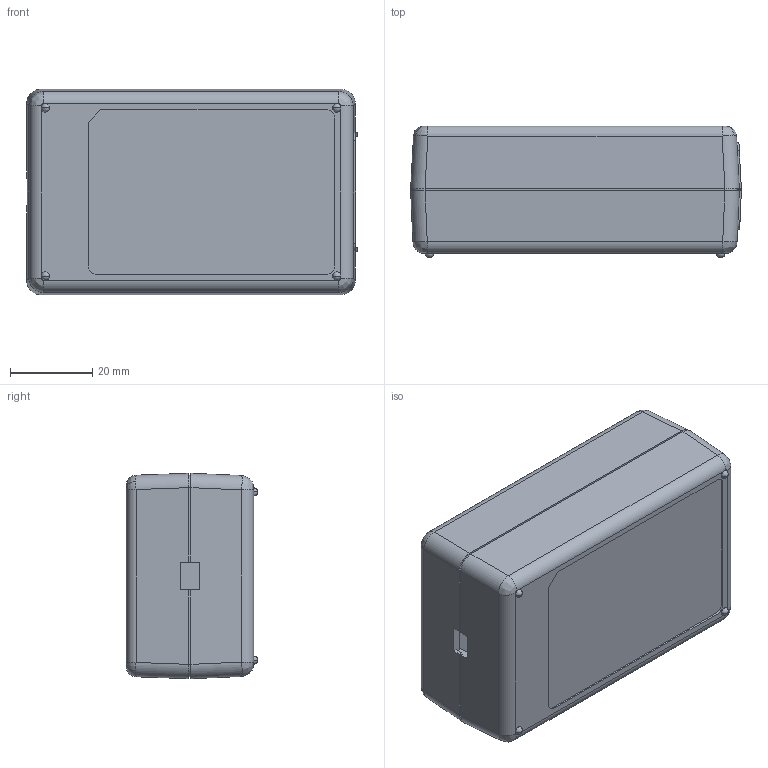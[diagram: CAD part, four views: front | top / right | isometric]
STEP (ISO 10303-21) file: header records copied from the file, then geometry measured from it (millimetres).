
FILE_DESCRIPTION((''),'2;1');
FILE_NAME('GT-46181-18VV-T3A-1_ASM','2022-07-26T11:39:04',('rd05'),(''),'CREO PARAMETRIC BY PTC INC, 2018050','CREO PARAMETRIC BY PTC INC, 2018050','');
FILE_SCHEMA(('CONFIG_CONTROL_DESIGN','GEOMETRIC_VALIDATION_PROPERTIES_MIM'));
Length unit declared in the file: millimetre
Products named in the file (4): GT-46181-BOTTOM-CASE-1; GT-46181-TOP-CASE-1; SOCKET-T3A; GT-46181-18VV-T3A-1_ASM
Assembly tree (3 placements, depth 2):
  GT-46181-18VV-T3A-1_ASM
    GT-46181-BOTTOM-CASE-1
    GT-46181-TOP-CASE-1
    SOCKET-T3A
Bounding box: 80.5 x 32 x 50 mm (x, y, z)
Volume: 33262.3 mm3; surface area: 33544.1 mm2
Topology: 3 solids, 3 shells, 433 faces, 1168 edges, 742 vertices
Faces by surface type: plane 281, cylinder 95, bspline 22, cone 17, sphere 14, torus 4
Entity records: 15149 total; most frequent: CARTESIAN_POINT 4374, ORIENTED_EDGE 2280, DIRECTION 2023, EDGE_CURVE 1140, VECTOR 833, LINE 833, VERTEX_POINT 742, AXIS2_PLACEMENT_3D 595
